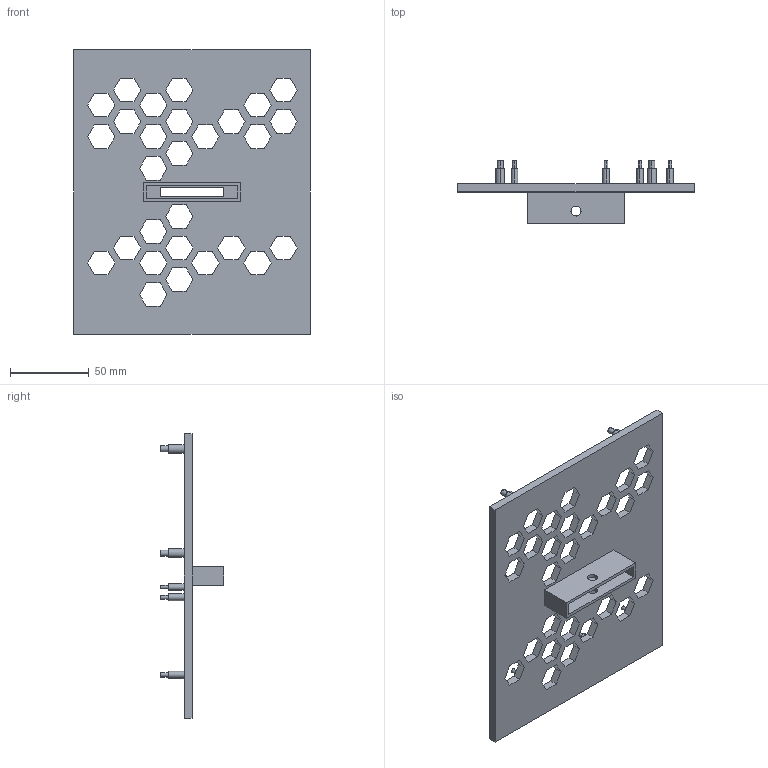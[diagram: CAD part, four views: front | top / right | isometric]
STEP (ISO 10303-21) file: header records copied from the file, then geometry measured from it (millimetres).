
FILE_DESCRIPTION (( 'STEP AP214' ), '1' );
FILE_NAME ('Support_de_Cartes.STEP', '2019-02-20T22:20:58', ( '' ), ( '' ), 'SwSTEP 2.0', 'SolidWorks 2018', '' );
FILE_SCHEMA (( 'AUTOMOTIVE_DESIGN' ));
Length unit declared in the file: millimetre
Products named in the file (1): Support_de_Cartes
Bounding box: 150 x 40 x 180 mm (x, y, z)
Volume: 114412.5 mm3; surface area: 61457.8 mm2
Topology: 1 solids, 1 shells, 264 faces, 708 edges, 472 vertices
Faces by surface type: plane 212, cylinder 52
Entity records: 10050 total; most frequent: CARTESIAN_POINT 1445, ORIENTED_EDGE 1416, DIRECTION 1342, EDGE_CURVE 708, VECTOR 604, LINE 604, VERTEX_POINT 472, AXIS2_PLACEMENT_3D 369
